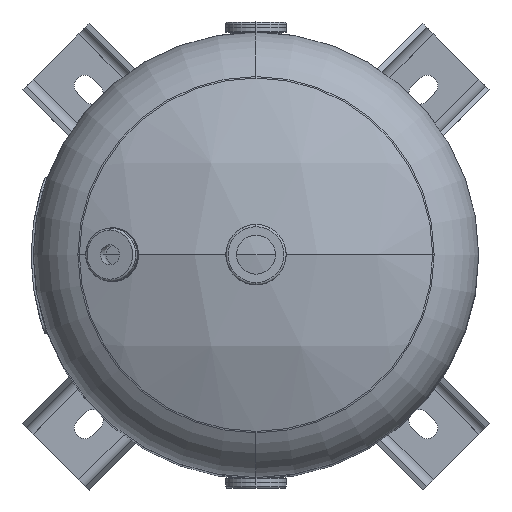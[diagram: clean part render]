
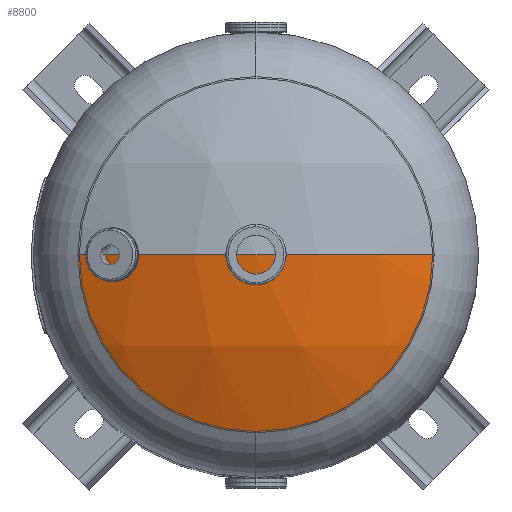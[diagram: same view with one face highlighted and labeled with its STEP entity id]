
A CAD part, top view. The second image highlights one B-rep face of the part: STEP entity #8800.
In plain terms, the highlighted spherical face has radius 274.32 mm.
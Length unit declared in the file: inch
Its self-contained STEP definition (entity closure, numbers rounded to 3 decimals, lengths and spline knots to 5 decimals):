
#4 = EDGE_CURVE ( 'NONE', #8810, #6779, #6724, .T. ) ;
#264 = DIRECTION ( 'NONE',  ( 0., -1., 0. ) ) ;
#533 = CARTESIAN_POINT ( 'NONE',  ( 0., 3.71013, 4.8 ) ) ;
#549 = DIRECTION ( 'NONE',  ( 1., 0., 0. ) ) ;
#1165 = ORIENTED_EDGE ( 'NONE', *, *, #2617, .F. ) ;
#1225 = DIRECTION ( 'NONE',  ( 0., 0., 1. ) ) ;
#1327 = CIRCLE ( 'NONE', #5530, 10.8 ) ;
#1884 = ORIENTED_EDGE ( 'NONE', *, *, #4365, .F. ) ;
#1894 = ORIENTED_EDGE ( 'NONE', *, *, #3261, .T. ) ;
#2422 = CIRCLE ( 'NONE', #6280, 10.8 ) ;
#2434 = VERTEX_POINT ( 'NONE', #5990 ) ;
#2448 = EDGE_LOOP ( 'NONE', ( #1884, #1894, #1165, #2614 ) ) ;
#2607 = DIRECTION ( 'NONE',  ( 0., 0., 1. ) ) ;
#2614 = ORIENTED_EDGE ( 'NONE', *, *, #4, .F. ) ;
#2617 = EDGE_CURVE ( 'NONE', #6779, #2434, #4064, .T. ) ;
#2722 = CARTESIAN_POINT ( 'NONE',  ( 0., 3.71013, 0. ) ) ;
#3261 = EDGE_CURVE ( 'NONE', #4943, #2434, #2422, .T. ) ;
#3423 = DIRECTION ( 'NONE',  ( 0., 0., -1. ) ) ;
#3939 = CARTESIAN_POINT ( 'NONE',  ( 0., -5.96458, 0. ) ) ;
#4064 = CIRCLE ( 'NONE', #7561, 4.8 ) ;
#4365 = EDGE_CURVE ( 'NONE', #4943, #8810, #1327, .T. ) ;
#4643 = DIRECTION ( 'NONE',  ( -1., 0., 0. ) ) ;
#4714 = CARTESIAN_POINT ( 'NONE',  ( 0., -5.96458, 0. ) ) ;
#4943 = VERTEX_POINT ( 'NONE', #8182 ) ;
#5390 = CARTESIAN_POINT ( 'NONE',  ( 0., -5.96458, 0. ) ) ;
#5445 = AXIS2_PLACEMENT_3D ( 'NONE', #4714, #2607, #549 ) ;
#5530 = AXIS2_PLACEMENT_3D ( 'NONE', #3939, #8830, #4643 ) ;
#5722 = AXIS2_PLACEMENT_3D ( 'NONE', #8601, #264, #8628 ) ;
#5990 = CARTESIAN_POINT ( 'NONE',  ( -4.8, 3.71013, 0. ) ) ;
#6095 = DIRECTION ( 'NONE',  ( 1., 0., 0. ) ) ;
#6117 = CARTESIAN_POINT ( 'NONE',  ( 4.8, 3.71013, 0. ) ) ;
#6280 = AXIS2_PLACEMENT_3D ( 'NONE', #5390, #1225, #6095 ) ;
#6639 = FACE_OUTER_BOUND ( 'NONE', #2448, .T. ) ;
#6724 = CIRCLE ( 'NONE', #5722, 4.8 ) ;
#6779 = VERTEX_POINT ( 'NONE', #533 ) ;
#7561 = AXIS2_PLACEMENT_3D ( 'NONE', #2722, #7597, #3423 ) ;
#7597 = DIRECTION ( 'NONE',  ( 0., -1., 0. ) ) ;
#8182 = CARTESIAN_POINT ( 'NONE',  ( 0., 4.83542, 0. ) ) ;
#8277 = SPHERICAL_SURFACE ( 'NONE', #5445, 10.8 ) ;
#8601 = CARTESIAN_POINT ( 'NONE',  ( 0., 3.71013, 0. ) ) ;
#8628 = DIRECTION ( 'NONE',  ( 0., 0., -1. ) ) ;
#8800 = ADVANCED_FACE ( 'NONE', ( #6639 ), #8277, .T. ) ;
#8810 = VERTEX_POINT ( 'NONE', #6117 ) ;
#8830 = DIRECTION ( 'NONE',  ( 0., 0., -1. ) ) ;
